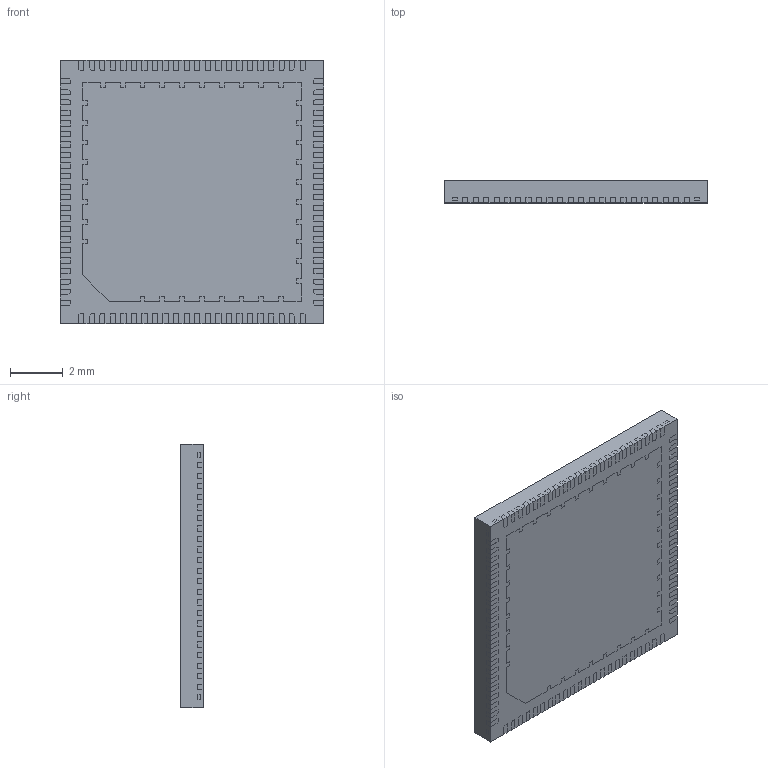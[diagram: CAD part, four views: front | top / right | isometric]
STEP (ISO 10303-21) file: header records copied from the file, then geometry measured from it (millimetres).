
FILE_DESCRIPTION (( 'STEP AP214' ), '1' );
FILE_NAME ('10x10_88_4.STEP', '2013-08-18T19:11:42', ( 'sw2011vm-Admin' ), ( '' ), 'SwSTEP 2.0', 'SolidWorks 2012', '' );
FILE_SCHEMA (( 'AUTOMOTIVE_DESIGN' ));
Length unit declared in the file: millimetre
Products named in the file (1): 10x10_88_4
Bounding box: 10 x 0.84 x 10 mm (x, y, z)
Volume: 28.6 mm3; surface area: 660.6 mm2
Topology: 268 solids, 268 shells, 4163 faces, 11249 edges, 7438 vertices
Faces by surface type: plane 4163
Entity records: 130456 total; most frequent: CARTESIAN_POINT 22851, ORIENTED_EDGE 22498, DIRECTION 19577, LINE 11249, VECTOR 11249, EDGE_CURVE 11249, VERTEX_POINT 7438, EDGE_LOOP 4173
